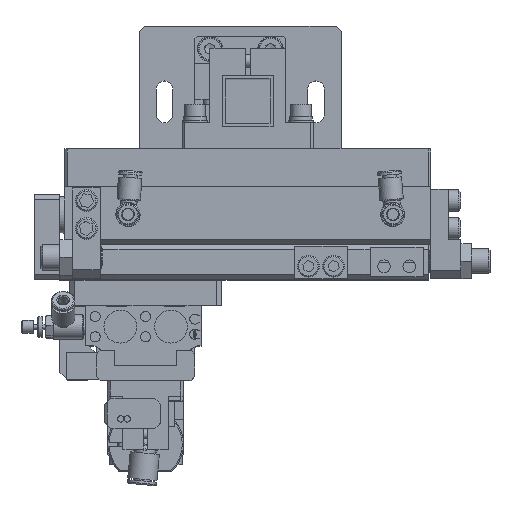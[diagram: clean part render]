
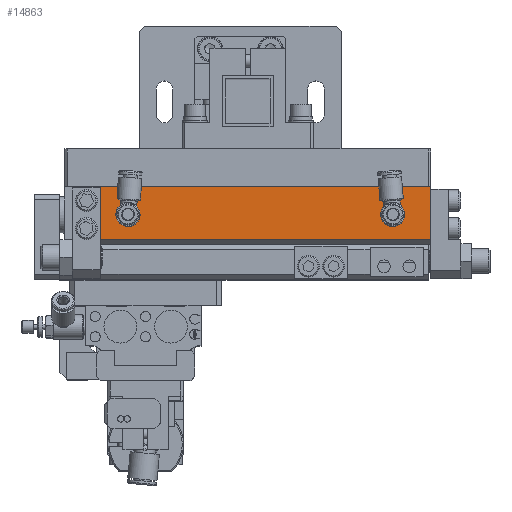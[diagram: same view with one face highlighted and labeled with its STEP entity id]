
A CAD part, top view. The second image highlights one B-rep face of the part: STEP entity #14863.
In plain terms, the highlighted face is planar.
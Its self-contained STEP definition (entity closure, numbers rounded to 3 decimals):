
#13634=CARTESIAN_POINT('',(-30.,-2.5,-57.5));
#13635=VERTEX_POINT('',#13634);
#13636=CARTESIAN_POINT('',(-30.,0.,-57.5));
#13637=DIRECTION('',(-1.0,0.0,0.0));
#13638=DIRECTION('',(0.0,-1.0,0.0));
#13639=AXIS2_PLACEMENT_3D('',#13636,#13637,#13638);
#13640=CIRCLE('',#13639,2.5);
#13641=EDGE_CURVE('',#13635,#13635,#13640,.T.);
#13662=CARTESIAN_POINT('',(-30.,-2.5,47.5));
#13663=VERTEX_POINT('',#13662);
#13664=CARTESIAN_POINT('',(-30.,0.,47.5));
#13665=DIRECTION('',(-1.0,0.0,0.0));
#13666=DIRECTION('',(0.0,-1.0,0.0));
#13667=AXIS2_PLACEMENT_3D('',#13664,#13665,#13666);
#13668=CIRCLE('',#13667,2.5);
#13669=EDGE_CURVE('',#13663,#13663,#13668,.T.);
#14229=CARTESIAN_POINT('',(-30.0,-11.0,-72.5));
#14230=VERTEX_POINT('',#14229);
#14237=CARTESIAN_POINT('',(-30.,10.,-72.5));
#14238=VERTEX_POINT('',#14237);
#14239=CARTESIAN_POINT('',(-30.,10.,-72.5));
#14240=DIRECTION('',(0.0,-1.0,0.0));
#14241=VECTOR('',#14240,21.);
#14242=LINE('',#14239,#14241);
#14243=EDGE_CURVE('',#14238,#14230,#14242,.T.);
#14726=CARTESIAN_POINT('',(-30.0,-11.,58.5));
#14727=VERTEX_POINT('',#14726);
#14734=CARTESIAN_POINT('',(-30.0,-11.,58.5));
#14735=DIRECTION('',(0.0,0.0,-1.0));
#14736=VECTOR('',#14735,131.0);
#14737=LINE('',#14734,#14736);
#14738=EDGE_CURVE('',#14727,#14230,#14737,.T.);
#14834=CARTESIAN_POINT('',(-30.,10.,72.5));
#14835=DIRECTION('',(1.0,0.0,0.0));
#14836=DIRECTION('',(0.0,0.0,-1.0));
#14837=AXIS2_PLACEMENT_3D('',#14834,#14835,#14836);
#14838=PLANE('',#14837);
#14839=ORIENTED_EDGE('',*,*,#14738,.F.);
#14840=CARTESIAN_POINT('',(-30.,10.,58.5));
#14841=VERTEX_POINT('',#14840);
#14842=CARTESIAN_POINT('',(-30.,10.,58.5));
#14843=DIRECTION('',(0.0,-1.0,0.0));
#14844=VECTOR('',#14843,21.0);
#14845=LINE('',#14842,#14844);
#14846=EDGE_CURVE('',#14841,#14727,#14845,.T.);
#14847=ORIENTED_EDGE('',*,*,#14846,.F.);
#14848=CARTESIAN_POINT('',(-30.,10.,58.5));
#14849=DIRECTION('',(0.0,0.0,-1.0));
#14850=VECTOR('',#14849,131.0);
#14851=LINE('',#14848,#14850);
#14852=EDGE_CURVE('',#14841,#14238,#14851,.T.);
#14853=ORIENTED_EDGE('',*,*,#14852,.T.);
#14854=ORIENTED_EDGE('',*,*,#14243,.T.);
#14855=EDGE_LOOP('',(#14839,#14847,#14853,#14854));
#14856=FACE_OUTER_BOUND('',#14855,.T.);
#14857=ORIENTED_EDGE('',*,*,#13669,.F.);
#14858=EDGE_LOOP('',(#14857));
#14859=FACE_BOUND('',#14858,.T.);
#14860=ORIENTED_EDGE('',*,*,#13641,.F.);
#14861=EDGE_LOOP('',(#14860));
#14862=FACE_BOUND('',#14861,.T.);
#14863=ADVANCED_FACE('',(#14856,#14859,#14862),#14838,.F.);
